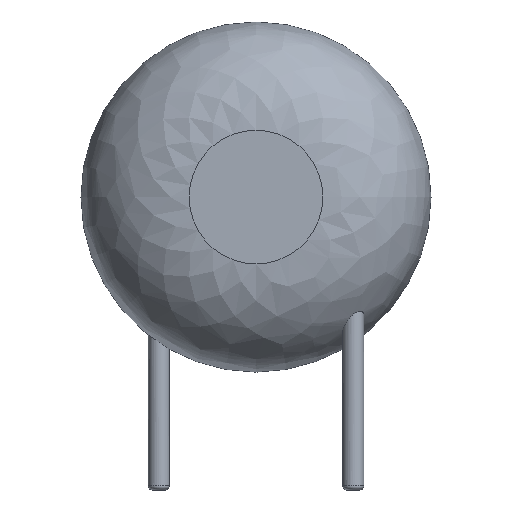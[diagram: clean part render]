
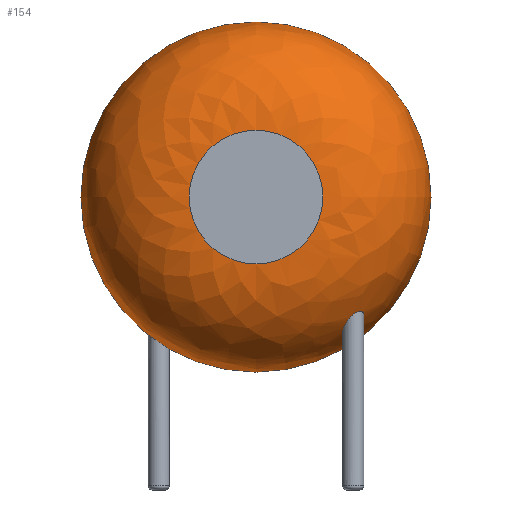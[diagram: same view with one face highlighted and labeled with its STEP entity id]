
A CAD part, front view. The second image highlights one B-rep face of the part: STEP entity #154.
In plain terms, the highlighted face is a revolution surface.
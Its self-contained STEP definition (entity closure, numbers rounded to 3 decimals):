
#24 = VERTEX_POINT('',#25);
#25 = CARTESIAN_POINT('',(7.,-1.57,4.53));
#31 = EDGE_CURVE('',#24,#24,#32,.T.);
#32 = CIRCLE('',#33,4.5);
#33 = AXIS2_PLACEMENT_3D('',#34,#35,#36);
#34 = CARTESIAN_POINT('',(2.5,-1.57,4.53));
#35 = DIRECTION('',(0.,-1.,0.));
#36 = DIRECTION('',(1.,0.,0.));
#154 = ADVANCED_FACE('',(#155,#175),#249,.T.);
#155 = FACE_BOUND('',#156,.T.);
#156 = EDGE_LOOP('',(#157,#158,#167,#174));
#157 = ORIENTED_EDGE('',*,*,#31,.T.);
#158 = ORIENTED_EDGE('',*,*,#159,.T.);
#159 = EDGE_CURVE('',#24,#160,#162,.T.);
#160 = VERTEX_POINT('',#161);
#161 = CARTESIAN_POINT('',(4.22,-4.35,4.53));
#162 = CIRCLE('',#163,2.78);
#163 = AXIS2_PLACEMENT_3D('',#164,#165,#166);
#164 = CARTESIAN_POINT('',(4.22,-1.57,4.53));
#165 = DIRECTION('',(0.,0.,-1.));
#166 = DIRECTION('',(1.,0.,0.));
#167 = ORIENTED_EDGE('',*,*,#168,.F.);
#168 = EDGE_CURVE('',#160,#160,#169,.T.);
#169 = CIRCLE('',#170,1.72);
#170 = AXIS2_PLACEMENT_3D('',#171,#172,#173);
#171 = CARTESIAN_POINT('',(2.5,-4.35,4.53));
#172 = DIRECTION('',(0.,-1.,0.));
#173 = DIRECTION('',(1.,0.,0.));
#174 = ORIENTED_EDGE('',*,*,#159,.F.);
#175 = FACE_BOUND('',#176,.T.);
#176 = EDGE_LOOP('',(#177,#196));
#177 = ORIENTED_EDGE('',*,*,#178,.T.);
#178 = EDGE_CURVE('',#179,#181,#183,.T.);
#179 = VERTEX_POINT('',#180);
#180 = CARTESIAN_POINT('',(5.27,-3.,1.502));
#181 = VERTEX_POINT('',#182);
#182 = CARTESIAN_POINT('',(5.018,-2.731,1.111
));
#183 = B_SPLINE_CURVE_WITH_KNOTS('',6,(#184,#185,#186,#187,#188,#189,
#190,#191,#192,#193,#194,#195),.UNSPECIFIED.,.F.,.F.,(7,5,7),(
0.,0.449,1.),.UNSPECIFIED.);
#184 = CARTESIAN_POINT('',(5.27,-3.,1.502));
#185 = CARTESIAN_POINT('',(5.27,-2.969,1.477));
#186 = CARTESIAN_POINT('',(5.266,-2.939,1.449
));
#187 = CARTESIAN_POINT('',(5.258,-2.91,1.42
));
#188 = CARTESIAN_POINT('',(5.246,-2.882,1.39
));
#189 = CARTESIAN_POINT('',(5.23,-2.856,1.359
));
#190 = CARTESIAN_POINT('',(5.189,-2.804,1.289
));
#191 = CARTESIAN_POINT('',(5.162,-2.779,1.25)
);
#192 = CARTESIAN_POINT('',(5.13,-2.758,1.212)
);
#193 = CARTESIAN_POINT('',(5.095,-2.743,1.176
));
#194 = CARTESIAN_POINT('',(5.057,-2.733,1.142
));
#195 = CARTESIAN_POINT('',(5.018,-2.731,1.111
));
#196 = ORIENTED_EDGE('',*,*,#197,.T.);
#197 = EDGE_CURVE('',#181,#179,#198,.T.);
#198 = B_SPLINE_CURVE_WITH_KNOTS('',7,(#199,#200,#201,#202,#203,#204,
#205,#206,#207,#208,#209,#210,#211,#212,#213,#214,#215,#216,#217,
#218,#219,#220,#221,#222,#223,#224,#225,#226,#227,#228,#229,#230,
#231,#232,#233,#234,#235,#236,#237,#238,#239,#240,#241,#242,#243,
#244,#245,#246,#247,#248),.UNSPECIFIED.,.F.,.F.,(8,6,6,6,6,6,6,6,8),
(0.,0.192,0.303,0.359,0.522,
0.687,0.819,0.926,1.),.UNSPECIFIED.);
#199 = CARTESIAN_POINT('',(5.018,-2.731,1.111
));
#200 = CARTESIAN_POINT('',(4.983,-2.728,1.084
));
#201 = CARTESIAN_POINT('',(4.947,-2.731,1.06)
);
#202 = CARTESIAN_POINT('',(4.91,-2.74,1.039
));
#203 = CARTESIAN_POINT('',(4.875,-2.755,1.023
));
#204 = CARTESIAN_POINT('',(4.842,-2.775,1.013
));
#205 = CARTESIAN_POINT('',(4.814,-2.801,1.01)
);
#206 = CARTESIAN_POINT('',(4.776,-2.847,1.013)
);
#207 = CARTESIAN_POINT('',(4.765,-2.865,1.017
));
#208 = CARTESIAN_POINT('',(4.754,-2.884,1.022)
);
#209 = CARTESIAN_POINT('',(4.746,-2.904,1.029)
);
#210 = CARTESIAN_POINT('',(4.74,-2.924,1.038
));
#211 = CARTESIAN_POINT('',(4.735,-2.944,1.049
));
#212 = CARTESIAN_POINT('',(4.731,-2.974,1.067
));
#213 = CARTESIAN_POINT('',(4.73,-2.985,1.074
));
#214 = CARTESIAN_POINT('',(4.73,-2.995,1.081
));
#215 = CARTESIAN_POINT('',(4.73,-3.005,1.088
));
#216 = CARTESIAN_POINT('',(4.73,-3.015,1.096
));
#217 = CARTESIAN_POINT('',(4.731,-3.025,1.104)
);
#218 = CARTESIAN_POINT('',(4.736,-3.064,1.136
));
#219 = CARTESIAN_POINT('',(4.743,-3.092,1.162
));
#220 = CARTESIAN_POINT('',(4.754,-3.119,1.19
));
#221 = CARTESIAN_POINT('',(4.768,-3.143,1.22
));
#222 = CARTESIAN_POINT('',(4.784,-3.166,1.251
));
#223 = CARTESIAN_POINT('',(4.803,-3.187,1.282
));
#224 = CARTESIAN_POINT('',(4.845,-3.223,1.345
));
#225 = CARTESIAN_POINT('',(4.868,-3.239,1.377
));
#226 = CARTESIAN_POINT('',(4.894,-3.251,1.408
));
#227 = CARTESIAN_POINT('',(4.921,-3.261,1.438
));
#228 = CARTESIAN_POINT('',(4.949,-3.268,1.468
));
#229 = CARTESIAN_POINT('',(4.979,-3.271,1.494
));
#230 = CARTESIAN_POINT('',(5.033,-3.269,1.538)
);
#231 = CARTESIAN_POINT('',(5.057,-3.266,1.555)
);
#232 = CARTESIAN_POINT('',(5.082,-3.26,1.57
));
#233 = CARTESIAN_POINT('',(5.106,-3.251,1.583)
);
#234 = CARTESIAN_POINT('',(5.129,-3.24,1.592
));
#235 = CARTESIAN_POINT('',(5.151,-3.225,1.597)
);
#236 = CARTESIAN_POINT('',(5.187,-3.196,1.601
));
#237 = CARTESIAN_POINT('',(5.202,-3.181,1.6
));
#238 = CARTESIAN_POINT('',(5.216,-3.165,1.597
));
#239 = CARTESIAN_POINT('',(5.228,-3.148,1.592
));
#240 = CARTESIAN_POINT('',(5.238,-3.13,1.585
));
#241 = CARTESIAN_POINT('',(5.247,-3.112,1.576)
);
#242 = CARTESIAN_POINT('',(5.258,-3.08,1.559
));
#243 = CARTESIAN_POINT('',(5.262,-3.067,1.551)
);
#244 = CARTESIAN_POINT('',(5.265,-3.053,1.542
));
#245 = CARTESIAN_POINT('',(5.268,-3.04,1.533)
);
#246 = CARTESIAN_POINT('',(5.269,-3.027,1.523)
);
#247 = CARTESIAN_POINT('',(5.27,-3.013,1.513));
#248 = CARTESIAN_POINT('',(5.27,-3.,1.502));
#249 = SURFACE_OF_REVOLUTION('',#250,#263);
#250 = B_SPLINE_CURVE_WITH_KNOTS('',6,(#251,#252,#253,#254,#255,#256,
#257,#258,#259,#260,#261,#262),.UNSPECIFIED.,.F.,.F.,(7,5,7),(
0.,0.785,1.571),.UNSPECIFIED.);
#251 = CARTESIAN_POINT('',(7.,-1.57,4.53));
#252 = CARTESIAN_POINT('',(7.,-1.933,4.53));
#253 = CARTESIAN_POINT('',(6.943,-2.297,4.53));
#254 = CARTESIAN_POINT('',(6.828,-2.65,4.53));
#255 = CARTESIAN_POINT('',(6.66,-2.98,4.53));
#256 = CARTESIAN_POINT('',(6.443,-3.278,4.53));
#257 = CARTESIAN_POINT('',(5.928,-3.793,4.53));
#258 = CARTESIAN_POINT('',(5.63,-4.01,4.53));
#259 = CARTESIAN_POINT('',(5.3,-4.178,4.53));
#260 = CARTESIAN_POINT('',(4.947,-4.293,4.53));
#261 = CARTESIAN_POINT('',(4.583,-4.35,4.53));
#262 = CARTESIAN_POINT('',(4.22,-4.35,4.53));
#263 = AXIS1_PLACEMENT('',#264,#265);
#264 = CARTESIAN_POINT('',(2.5,-1.57,4.53));
#265 = DIRECTION('',(0.,-1.,0.));
